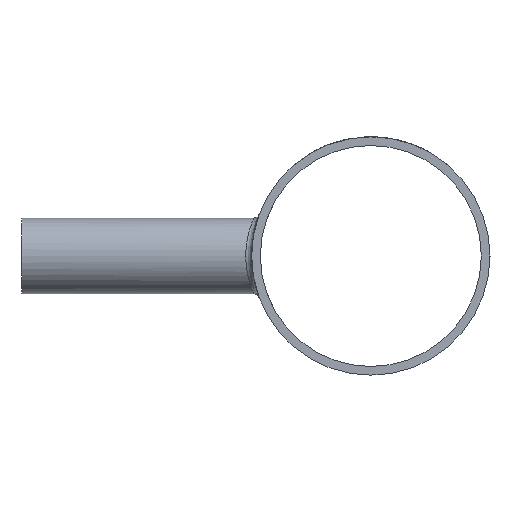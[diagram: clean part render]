
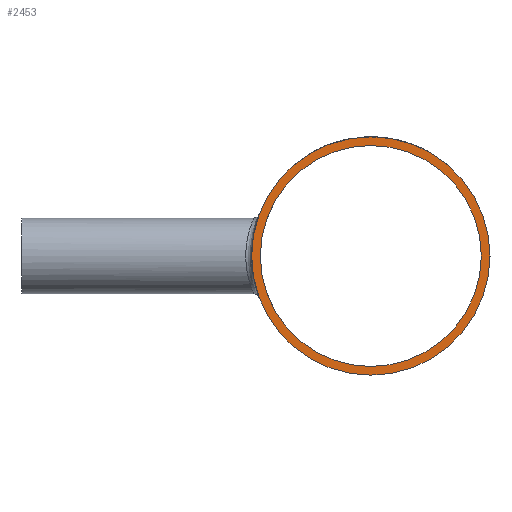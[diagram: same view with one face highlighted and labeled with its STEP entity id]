
A CAD part, left-side view. The second image highlights one B-rep face of the part: STEP entity #2453.
In plain terms, the highlighted planar face has unit normal (-1, 0, 0).
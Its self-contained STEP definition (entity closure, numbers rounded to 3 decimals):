
#416 = CIRCLE ( 'NONE', #2299, 20.5 ) ;
#2299 = AXIS2_PLACEMENT_3D ( 'NONE', #14937, #13673, #16263 ) ;
#2308 = EDGE_CURVE ( 'NONE', #3675, #3675, #416, .T. ) ;
#2453 = ADVANCED_FACE ( 'NONE', ( #7909, #15493 ), #11662, .T. ) ;
#2951 = CARTESIAN_POINT ( 'NONE',  ( -60., 0., 0. ) ) ;
#3675 = VERTEX_POINT ( 'NONE', #8814 ) ;
#3678 = EDGE_CURVE ( 'NONE', #5032, #5032, #11160, .T. ) ;
#3915 = AXIS2_PLACEMENT_3D ( 'NONE', #12545, #15053, #10032 ) ;
#4272 = ORIENTED_EDGE ( 'NONE', *, *, #2308, .T. ) ;
#5032 = VERTEX_POINT ( 'NONE', #8879 ) ;
#5580 = DIRECTION ( 'NONE',  ( 0., 0., 1. ) ) ;
#6745 = DIRECTION ( 'NONE',  ( -1., 0., 0. ) ) ;
#7909 = FACE_BOUND ( 'NONE', #12246, .T. ) ;
#8814 = CARTESIAN_POINT ( 'NONE',  ( -60., 0., 20.5 ) ) ;
#8879 = CARTESIAN_POINT ( 'NONE',  ( -60., 0., 19. ) ) ;
#10032 = DIRECTION ( 'NONE',  ( 0., 0., 1. ) ) ;
#10061 = ORIENTED_EDGE ( 'NONE', *, *, #3678, .F. ) ;
#11136 = AXIS2_PLACEMENT_3D ( 'NONE', #2951, #6745, #5580 ) ;
#11160 = CIRCLE ( 'NONE', #3915, 19. ) ;
#11662 = PLANE ( 'NONE',  #11136 ) ;
#12246 = EDGE_LOOP ( 'NONE', ( #10061 ) ) ;
#12545 = CARTESIAN_POINT ( 'NONE',  ( -60., 0., 0. ) ) ;
#13673 = DIRECTION ( 'NONE',  ( -1., 0., 0. ) ) ;
#14937 = CARTESIAN_POINT ( 'NONE',  ( -60., 0., 0. ) ) ;
#15053 = DIRECTION ( 'NONE',  ( -1., 0., 0. ) ) ;
#15493 = FACE_OUTER_BOUND ( 'NONE', #15912, .T. ) ;
#15912 = EDGE_LOOP ( 'NONE', ( #4272 ) ) ;
#16263 = DIRECTION ( 'NONE',  ( 0., 0., 1. ) ) ;
